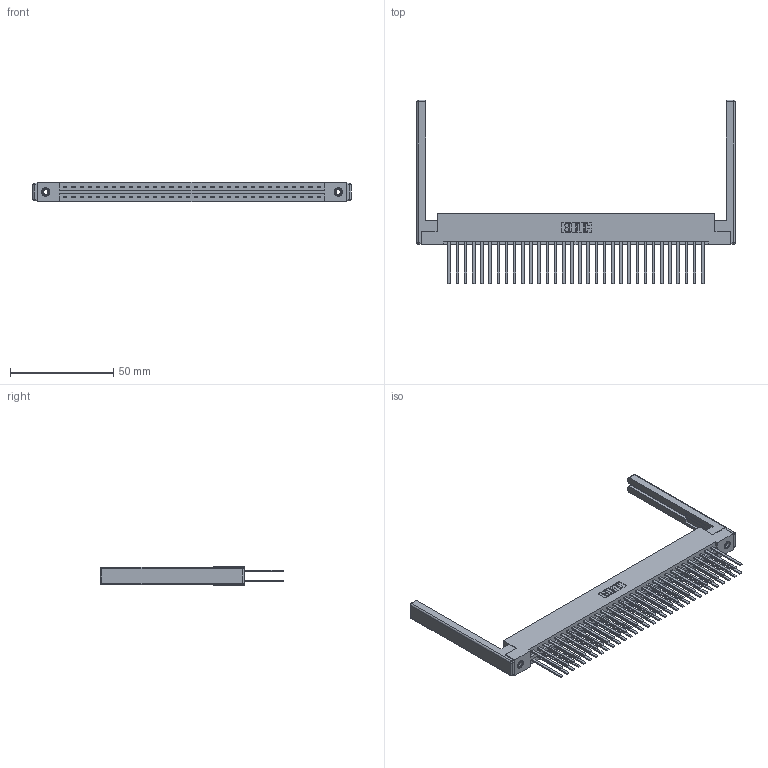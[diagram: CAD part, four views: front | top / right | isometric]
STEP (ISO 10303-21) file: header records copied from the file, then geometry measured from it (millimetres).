
FILE_DESCRIPTION (( 'STEP AP203' ), '1' );
FILE_NAME ('387-064-544-268.STEP', '2019-10-19T17:05:18', ( '' ), ( '' ), 'SwSTEP 2.0', 'SolidWorks 2016', '' );
FILE_SCHEMA (( 'CONFIG_CONTROL_DESIGN' ));
Length unit declared in the file: inch
Products named in the file (5): 337 Part_Flush Mounting Lugs - 0.156 Dia-TI; 387-064-544-268; 345-250-001_345-250-001-102; 307-220-068; 345-292-001_345-293-144
Assembly tree (69 placements, depth 2):
  387-064-544-268
    337 Part_Flush Mounting Lugs - 0.156 Dia-TI
    345-292-001_345-293-144  x64
    345-250-001_345-250-001-102  x2
    307-220-068  x2
Bounding box: 154.23 x 89.03 x 9.4 mm (x, y, z)
Volume: 21402.7 mm3; surface area: 26106.8 mm2
Topology: 69 solids, 69 shells, 3340 faces, 9853 edges, 6462 vertices
Faces by surface type: plane 2334, cylinder 982, cone 12, sphere 8, torus 4
Entity records: 28680 total; most frequent: CARTESIAN_POINT 4803, ORIENTED_EDGE 4728, DIRECTION 4170, EDGE_CURVE 2364, LINE 2190, VECTOR 2190, VERTEX_POINT 1566, AXIS2_PLACEMENT_3D 990
